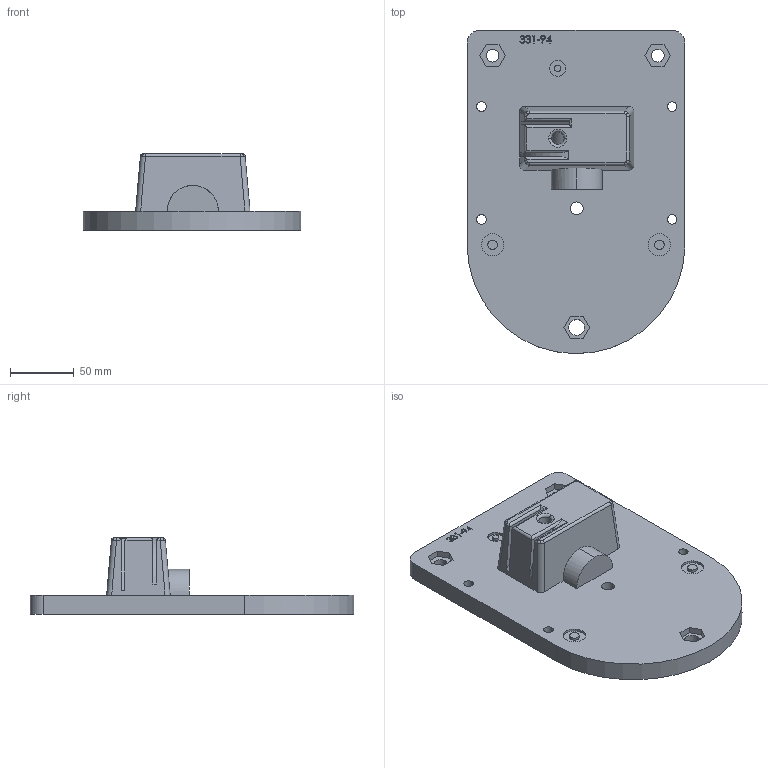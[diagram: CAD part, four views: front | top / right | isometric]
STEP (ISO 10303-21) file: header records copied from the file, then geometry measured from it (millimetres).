
FILE_DESCRIPTION(('This file is a STEP version of an ACIS data model', 'write_model','write_rep'),'2;1');
FILE_NAME('file_name','2002-04-19T15:35:51+00:00',('All at GSSL'),( 'Geometric Software Services Co. Ltd, Pawan Complex, Pune 411038, India'),'PSstep_Caselib version 4.0','', 'Geometric Software Services Co. Ltd; Shila Vihar colony, Kothrud, Pune - 411 038, India');
FILE_SCHEMA(('CONFIG_CONTROL_DESIGN'));
Length unit declared in the file: millimetre
Products named in the file (1): PRODUCT_ID1
Bounding box: 171.25 x 254.38 x 60 mm (x, y, z)
Volume: 774774 mm3; surface area: 110156.5 mm2
Topology: 1 solids, 1 shells, 186 faces, 482 edges, 318 vertices
Faces by surface type: plane 84, cylinder 55, bspline 45, torus 2
Entity records: 16331 total; most frequent: CARTESIAN_POINT 12072, ORIENTED_EDGE 964, DIRECTION 670, EDGE_CURVE 482, VERTEX_POINT 318, VECTOR 236, LINE 236, EDGE_LOOP 222
